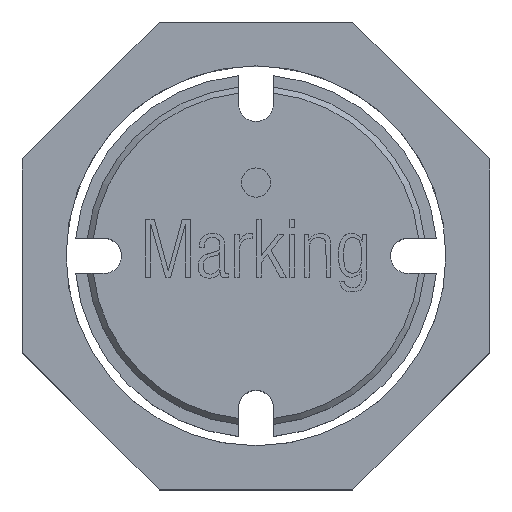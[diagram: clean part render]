
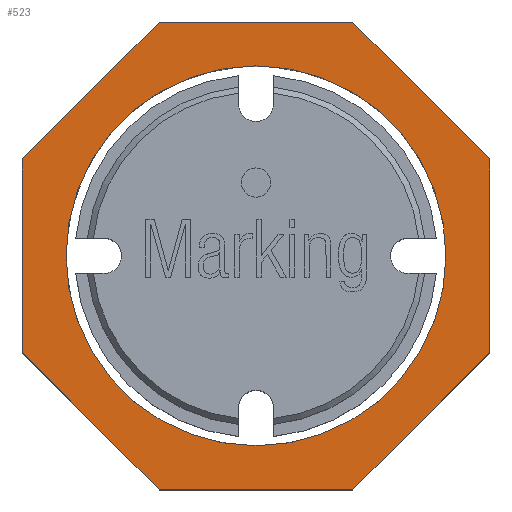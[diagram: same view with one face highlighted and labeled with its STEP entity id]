
A CAD part, top view. The second image highlights one B-rep face of the part: STEP entity #523.
In plain terms, the highlighted planar face has unit normal (0, 0, 1).
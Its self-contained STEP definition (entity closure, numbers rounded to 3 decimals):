
#523 = ADVANCED_FACE( '', ( #1125, #1126 ), #1127, .T. );
#1125 = FACE_OUTER_BOUND( '', #1929, .T. );
#1126 = FACE_BOUND( '', #1930, .T. );
#1127 = PLANE( '', #1931 );
#1929 = EDGE_LOOP( '', ( #3430, #3431, #3432, #3433, #3434, #3435, #3436, #3437 ) );
#1930 = EDGE_LOOP( '', ( #3438 ) );
#1931 = AXIS2_PLACEMENT_3D( '', #3439, #3440, #3441 );
#3430 = ORIENTED_EDGE( '', *, *, #4713, .T. );
#3431 = ORIENTED_EDGE( '', *, *, #4850, .T. );
#3432 = ORIENTED_EDGE( '', *, *, #4632, .T. );
#3433 = ORIENTED_EDGE( '', *, *, #4335, .T. );
#3434 = ORIENTED_EDGE( '', *, *, #4681, .T. );
#3435 = ORIENTED_EDGE( '', *, *, #4851, .T. );
#3436 = ORIENTED_EDGE( '', *, *, #4296, .T. );
#3437 = ORIENTED_EDGE( '', *, *, #4803, .T. );
#3438 = ORIENTED_EDGE( '', *, *, #4852, .T. );
#3439 = CARTESIAN_POINT( '', ( -5.657, 0., 4.1 ) );
#3440 = DIRECTION( '', ( 0., 0., 1. ) );
#3441 = DIRECTION( '', ( 1., 0., 0. ) );
#4296 = EDGE_CURVE( '', #5067, #5068, #5069, .T. );
#4335 = EDGE_CURVE( '', #5136, #5137, #5138, .T. );
#4632 = EDGE_CURVE( '', #5631, #5136, #5632, .T. );
#4681 = EDGE_CURVE( '', #5137, #5702, #5703, .T. );
#4713 = EDGE_CURVE( '', #5744, #5745, #5746, .T. );
#4803 = EDGE_CURVE( '', #5068, #5744, #5866, .T. );
#4850 = EDGE_CURVE( '', #5745, #5631, #5921, .T. );
#4851 = EDGE_CURVE( '', #5702, #5067, #5922, .T. );
#4852 = EDGE_CURVE( '', #5923, #5923, #5924, .T. );
#5067 = VERTEX_POINT( '', #6183 );
#5068 = VERTEX_POINT( '', #6184 );
#5069 = LINE( '', #6185, #6186 );
#5136 = VERTEX_POINT( '', #6294 );
#5137 = VERTEX_POINT( '', #6295 );
#5138 = LINE( '', #6296, #6297 );
#5631 = VERTEX_POINT( '', #7300 );
#5632 = LINE( '', #7301, #7302 );
#5702 = VERTEX_POINT( '', #7411 );
#5703 = LINE( '', #7412, #7413 );
#5744 = VERTEX_POINT( '', #7476 );
#5745 = VERTEX_POINT( '', #7477 );
#5746 = LINE( '', #7478, #7479 );
#5866 = LINE( '', #7738, #7739 );
#5921 = LINE( '', #7845, #7846 );
#5922 = LINE( '', #7847, #7848 );
#5923 = VERTEX_POINT( '', #7849 );
#5924 = CIRCLE( '', #7850, 3.25 );
#6183 = CARTESIAN_POINT( '', ( 4., 1.657, 4.1 ) );
#6184 = CARTESIAN_POINT( '', ( 1.657, 4., 4.1 ) );
#6185 = CARTESIAN_POINT( '', ( 1.657, 4., 4.1 ) );
#6186 = VECTOR( '', #8313, 1000. );
#6294 = CARTESIAN_POINT( '', ( -1.657, -4., 4.1 ) );
#6295 = CARTESIAN_POINT( '', ( 1.657, -4., 4.1 ) );
#6296 = CARTESIAN_POINT( '', ( -1.657, -4., 4.1 ) );
#6297 = VECTOR( '', #8355, 1000. );
#7300 = CARTESIAN_POINT( '', ( -4., -1.657, 4.1 ) );
#7301 = CARTESIAN_POINT( '', ( -1.657, -4., 4.1 ) );
#7302 = VECTOR( '', #8623, 1000. );
#7411 = CARTESIAN_POINT( '', ( 4., -1.657, 4.1 ) );
#7412 = CARTESIAN_POINT( '', ( 4., -1.657, 4.1 ) );
#7413 = VECTOR( '', #8668, 1000. );
#7476 = CARTESIAN_POINT( '', ( -1.657, 4., 4.1 ) );
#7477 = CARTESIAN_POINT( '', ( -4., 1.657, 4.1 ) );
#7478 = CARTESIAN_POINT( '', ( -4., 1.657, 4.1 ) );
#7479 = VECTOR( '', #8689, 1000. );
#7738 = CARTESIAN_POINT( '', ( -1.657, 4., 4.1 ) );
#7739 = VECTOR( '', #8757, 1000. );
#7845 = CARTESIAN_POINT( '', ( -4., 1.657, 4.1 ) );
#7846 = VECTOR( '', #8796, 1000. );
#7847 = CARTESIAN_POINT( '', ( 4., 1.657, 4.1 ) );
#7848 = VECTOR( '', #8797, 1000. );
#7849 = CARTESIAN_POINT( '', ( 3.25, 0., 4.1 ) );
#7850 = AXIS2_PLACEMENT_3D( '', #8798, #8799, #8800 );
#8313 = DIRECTION( '', ( -0.707, 0.707, 0. ) );
#8355 = DIRECTION( '', ( 1., 0., 0. ) );
#8623 = DIRECTION( '', ( 0.707, -0.707, 0. ) );
#8668 = DIRECTION( '', ( 0.707, 0.707, 0. ) );
#8689 = DIRECTION( '', ( -0.707, -0.707, 0. ) );
#8757 = DIRECTION( '', ( -1., 0., 0. ) );
#8796 = DIRECTION( '', ( 0., -1., 0. ) );
#8797 = DIRECTION( '', ( 0., 1., 0. ) );
#8798 = CARTESIAN_POINT( '', ( 0., 0., 4.1 ) );
#8799 = DIRECTION( '', ( 0., 0., -1. ) );
#8800 = DIRECTION( '', ( 1., 0., 0. ) );
